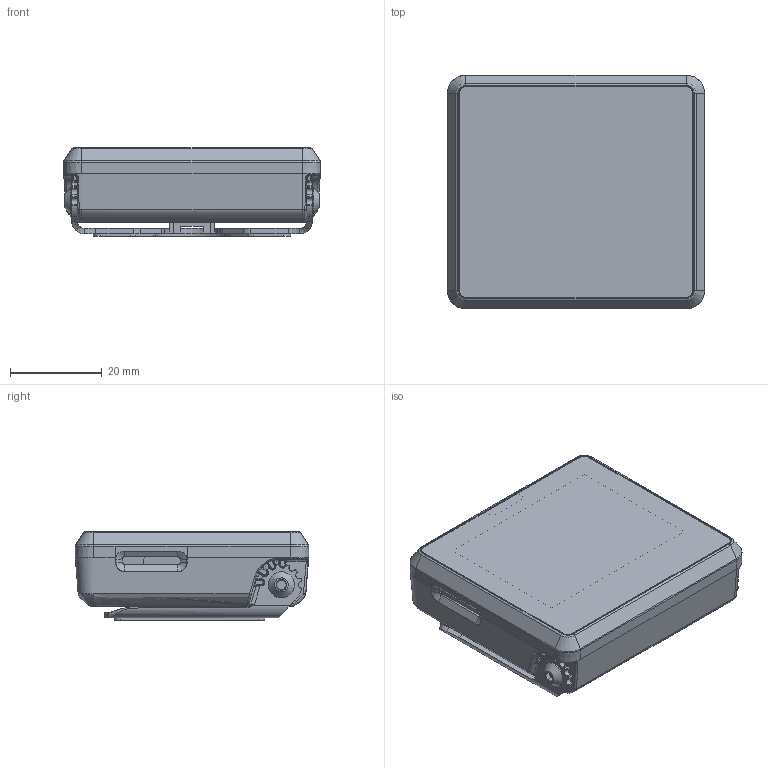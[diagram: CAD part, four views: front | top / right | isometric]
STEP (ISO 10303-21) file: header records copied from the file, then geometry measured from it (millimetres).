
FILE_DESCRIPTION (( 'STEP AP203' ), '1' );
FILE_NAME ('IQD2-WALL-MOUNT.STEP', '2025-06-19T05:10:44', ( '' ), ( '' ), 'SwSTEP 2.0', 'SolidWorks 2022', '' );
FILE_SCHEMA (( 'CONFIG_CONTROL_DESIGN' ));
Products named in the file (1): IQD2-WALL-MOUNT
Bounding box: 56.1 x 51 x 19.3 mm (x, y, z)
Volume: 43623.2 mm3; surface area: 35786.9 mm2
Topology: 15 solids, 26 shells, 2119 faces, 5995 edges, 3937 vertices
Faces by surface type: cylinder 1057, plane 825, bspline 133, cone 63, torus 41
Entity records: 81235 total; most frequent: CARTESIAN_POINT 31738, ORIENTED_EDGE 11982, DIRECTION 7847, EDGE_CURVE 5991, VERTEX_POINT 3937, LINE 2693, VECTOR 2693, AXIS2_PLACEMENT_3D 2577
